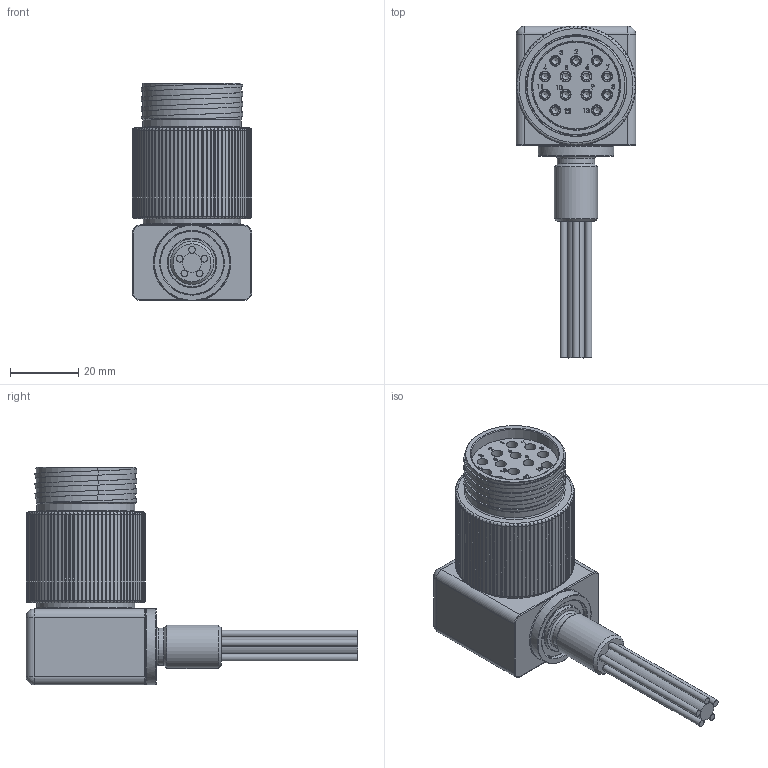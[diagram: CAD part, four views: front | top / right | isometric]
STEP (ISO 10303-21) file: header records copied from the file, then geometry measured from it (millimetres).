
FILE_DESCRIPTION(/* description */ ('','CAx-IF Rec.Pracs.---Representation and Presentation of Product Manufacturing Information (PMI)---4.0---2014-10-13'),/* implementation_level */ '2;1');
FILE_NAME(/* name */ 'DBHRA13F RADLSA-M.stp',/* time_stamp */ '2024-04-23T14:01:10+02:00',/* author */ ('sh'),/* organization */ (''),/* preprocessor_version */ 'ST-DEVELOPER v19.2',/* originating_system */ 'Autodesk Inventor 2023',/* authorisation */ '');
FILE_SCHEMA (('AP242_MANAGED_MODEL_BASED_3D_ENGINEERING_MIM_LF { 1 0 10303 442 1 1 4 }'));
Products named in the file (1): 01506140
Bounding box: 34.92 x 97.16 x 63.71 mm (x, y, z)
Volume: 62561.8 mm3; surface area: 23719.9 mm2
Topology: 2 solids, 17 shells, 1211 faces, 3204 edges, 2076 vertices
Faces by surface type: plane 575, cylinder 260, torus 196, bspline 106, cone 70, sphere 4
Full cylindrical faces by diameter (mm): 1.981 x5, 2.037 x13, 2.057 x13, 2.743 x13, 3.175 x78, 5.588 x1, 10.922 x1, 12.7 x1, 14.275 x1, 18.694 x1, 19.05 x1, 22.225 x1, 23.368 x1, 23.749 x1, 25.4 x2, 25.654 x1, 28.575 x2, 28.804 x1, 28.956 x3, 29.743 x3, 30.048 x2, 31.267 x1
Entity records: 47770 total; most frequent: CARTESIAN_POINT 17012, ORIENTED_EDGE 6374, DIRECTION 5933, EDGE_CURVE 3187, AXIS2_PLACEMENT_3D 2344, VERTEX_POINT 2076, EDGE_LOOP 1308, LINE 1245
